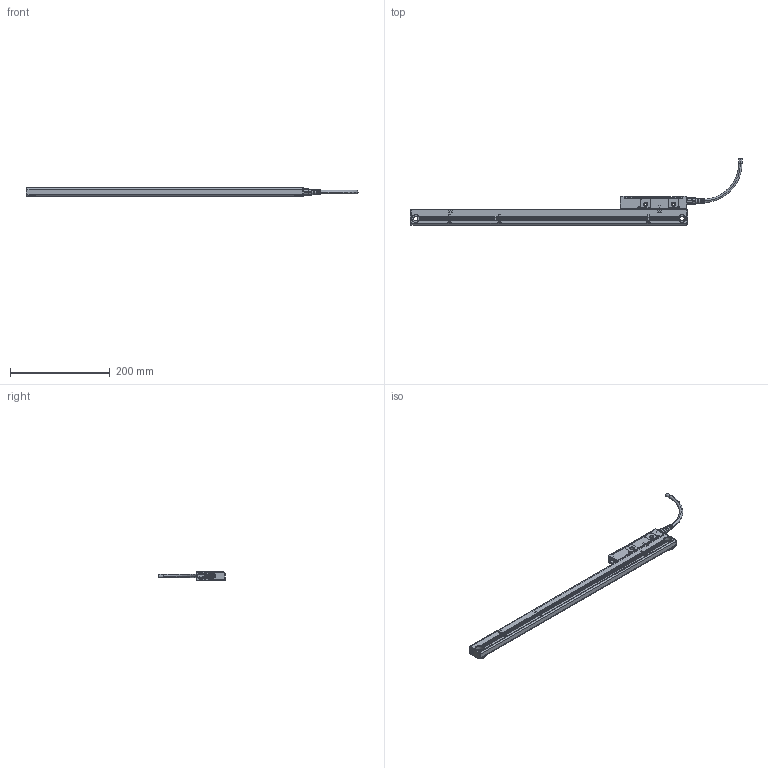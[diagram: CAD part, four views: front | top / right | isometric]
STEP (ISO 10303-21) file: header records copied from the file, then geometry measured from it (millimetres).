
FILE_DESCRIPTION(('CATIA V5 STEP'),'2;1');
FILE_NAME('SR27A-042-L.stp','2013-11-26T02:11:26+00:00',('none'),('none'),'CATIA Version 5 Release 19 SP 6 (IN-10)','CATIA V5 STEP AP214','none');
FILE_SCHEMA(('AUTOMOTIVE_DESIGN { 1 0 10303 214 1 1 1 1 }'));
Products named in the file (1): SR27A-042-L
Bounding box: 666.9 x 133.7 x 17.85 mm (x, y, z)
Volume: 325725 mm3; surface area: 95212.8 mm2
Topology: 1 solids, 48 shells, 2462 faces, 6501 edges, 4127 vertices
Faces by surface type: plane 1171, cylinder 909, cone 148, torus 126, bspline 68, sphere 40
Entity records: 75675 total; most frequent: CARTESIAN_POINT 19595, ORIENTED_EDGE 12882, DIRECTION 9158, EDGE_CURVE 6441, VERTEX_POINT 4127, AXIS2_PLACEMENT_3D 3787, VECTOR 3668, LINE 3668
